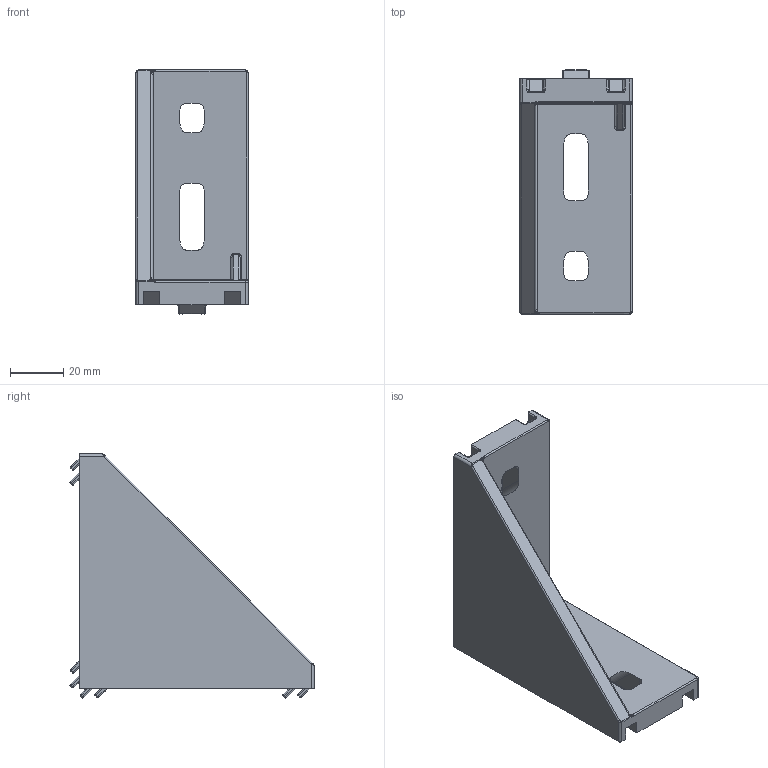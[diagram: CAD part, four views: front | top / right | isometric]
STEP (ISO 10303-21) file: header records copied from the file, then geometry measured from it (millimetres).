
FILE_DESCRIPTION((''),'2;1');
FILE_NAME('AR3602.stp','2021-08-09T15:33:23',('arma01'),(''),'Autodesk Inventor 2013','Autodesk Inventor 2013','');
FILE_SCHEMA(('AUTOMOTIVE_DESIGN { 1 0 10303 214 1 1 1 1 }'));
Length unit declared in the file: millimetre
Products named in the file (1): AR3602
Bounding box: 42 x 91.43 x 91.43 mm (x, y, z)
Volume: 60684.5 mm3; surface area: 27694.7 mm2
Topology: 1 solids, 1 shells, 462 faces, 1053 edges, 599 vertices
Faces by surface type: cylinder 208, plane 130, bspline 64, sphere 51, torus 9
Entity records: 14970 total; most frequent: CARTESIAN_POINT 4531, DIRECTION 2300, ORIENTED_EDGE 2106, EDGE_CURVE 1053, AXIS2_PLACEMENT_3D 876, VERTEX_POINT 599, VECTOR 548, LINE 548
